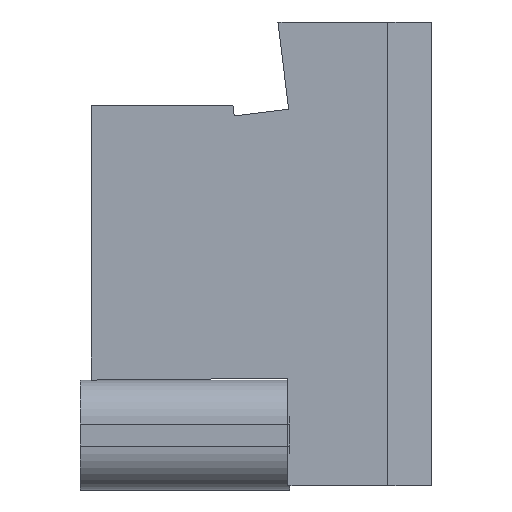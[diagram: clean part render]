
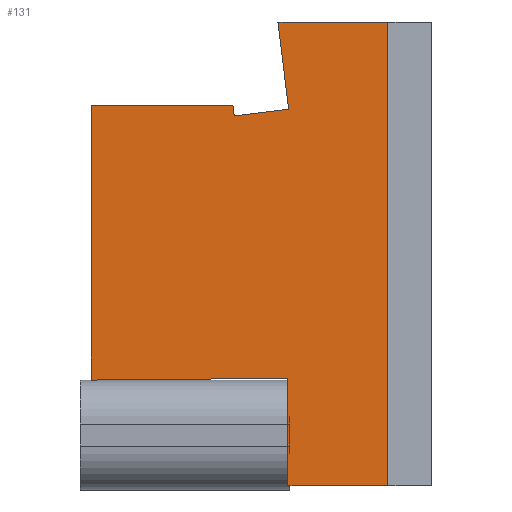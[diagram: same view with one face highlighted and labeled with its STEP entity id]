
A CAD part, left-side view. The second image highlights one B-rep face of the part: STEP entity #131.
In plain terms, the highlighted planar face has unit normal (-1, 0, 0).
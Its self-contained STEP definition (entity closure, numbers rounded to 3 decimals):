
#131=ADVANCED_FACE('',(#177),#157,.F.);
#157=PLANE('',#644);
#177=FACE_OUTER_BOUND('',#200,.T.);
#200=EDGE_LOOP('',(#258,#259,#260,#261,#262,#263,#264,#265,#266,#267));
#258=ORIENTED_EDGE('',*,*,#413,.F.);
#259=ORIENTED_EDGE('',*,*,#409,.F.);
#260=ORIENTED_EDGE('',*,*,#425,.T.);
#261=ORIENTED_EDGE('',*,*,#426,.T.);
#262=ORIENTED_EDGE('',*,*,#406,.F.);
#263=ORIENTED_EDGE('',*,*,#427,.T.);
#264=ORIENTED_EDGE('',*,*,#395,.F.);
#265=ORIENTED_EDGE('',*,*,#424,.F.);
#266=ORIENTED_EDGE('',*,*,#419,.F.);
#267=ORIENTED_EDGE('',*,*,#416,.T.);
#351=VERTEX_POINT('',#836);
#352=VERTEX_POINT('',#837);
#360=VERTEX_POINT('',#857);
#361=VERTEX_POINT('',#859);
#363=VERTEX_POINT('',#865);
#364=VERTEX_POINT('',#866);
#367=VERTEX_POINT('',#874);
#369=VERTEX_POINT('',#880);
#371=VERTEX_POINT('',#886);
#374=VERTEX_POINT('',#897);
#395=EDGE_CURVE('',#351,#352,#460,.T.);
#406=EDGE_CURVE('',#360,#361,#470,.T.);
#409=EDGE_CURVE('',#363,#364,#473,.T.);
#413=EDGE_CURVE('',#364,#367,#477,.T.);
#416=EDGE_CURVE('',#369,#367,#480,.T.);
#419=EDGE_CURVE('',#369,#371,#483,.T.);
#424=EDGE_CURVE('',#371,#351,#488,.T.);
#425=EDGE_CURVE('',#363,#374,#489,.T.);
#426=EDGE_CURVE('',#374,#361,#490,.T.);
#427=EDGE_CURVE('',#360,#352,#491,.T.);
#460=LINE('',#835,#513);
#470=LINE('',#858,#523);
#473=LINE('',#864,#526);
#477=LINE('',#873,#530);
#480=LINE('',#879,#533);
#483=LINE('',#885,#536);
#488=LINE('',#894,#541);
#489=LINE('',#896,#542);
#490=LINE('',#898,#543);
#491=LINE('',#899,#544);
#513=VECTOR('',#687,1.);
#523=VECTOR('',#703,1.);
#526=VECTOR('',#708,1.);
#530=VECTOR('',#714,1.);
#533=VECTOR('',#719,1.);
#536=VECTOR('',#724,1.);
#541=VECTOR('',#731,1.);
#542=VECTOR('',#734,1.);
#543=VECTOR('',#735,1.);
#544=VECTOR('',#736,1.);
#644=AXIS2_PLACEMENT_3D('',#900,#737,#738);
#687=DIRECTION('',(0.,-1.,0.));
#703=DIRECTION('',(0.,1.,0.));
#708=DIRECTION('',(0.,0.,1.));
#714=DIRECTION('',(0.,-1.,0.));
#719=DIRECTION('',(0.,0.122,0.993));
#724=DIRECTION('',(0.,-0.993,0.122));
#731=DIRECTION('',(0.,0.122,0.993));
#734=DIRECTION('',(0.,-1.,0.009));
#735=DIRECTION('',(0.,0.,-1.));
#736=DIRECTION('',(0.,0.,1.));
#737=DIRECTION('',(1.,0.,0.));
#738=DIRECTION('',(0.,1.,0.));
#835=CARTESIAN_POINT('',(0.,14.,7.6));
#836=CARTESIAN_POINT('',(0.,14.,7.6));
#837=CARTESIAN_POINT('',(0.,4.,7.6));
#857=CARTESIAN_POINT('',(0.,4.,-34.6));
#858=CARTESIAN_POINT('',(0.,0.,-34.6));
#859=CARTESIAN_POINT('',(0.,13.09,-34.6));
#864=CARTESIAN_POINT('',(0.,31.,-34.6));
#865=CARTESIAN_POINT('',(0.,31.,-24.991));
#866=CARTESIAN_POINT('',(0.,31.,0.));
#873=CARTESIAN_POINT('',(0.,0.,0.));
#874=CARTESIAN_POINT('',(0.,18.104,0.));
#879=CARTESIAN_POINT('',(0.,18.104,0.));
#880=CARTESIAN_POINT('',(0.,17.988,-0.95));
#885=CARTESIAN_POINT('',(0.,17.988,-0.95));
#886=CARTESIAN_POINT('',(0.,13.025,-0.34));
#894=CARTESIAN_POINT('',(0.,13.025,-0.34));
#896=CARTESIAN_POINT('',(0.,-0.282,-24.718));
#897=CARTESIAN_POINT('',(0.,13.09,-24.835));
#898=CARTESIAN_POINT('',(0.,13.09,7.6));
#899=CARTESIAN_POINT('',(0.,4.,7.6));
#900=CARTESIAN_POINT('',(0.,0.,7.6));
